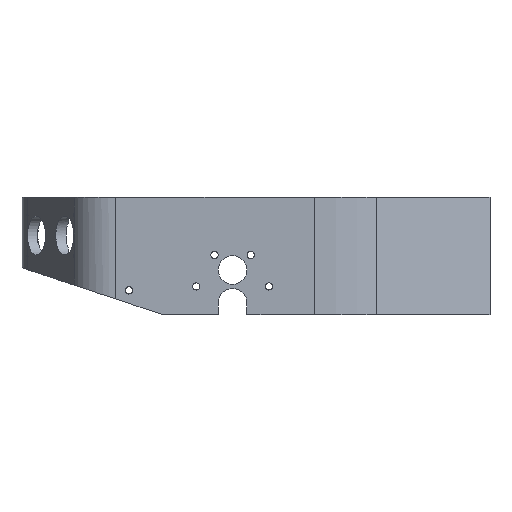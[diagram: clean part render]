
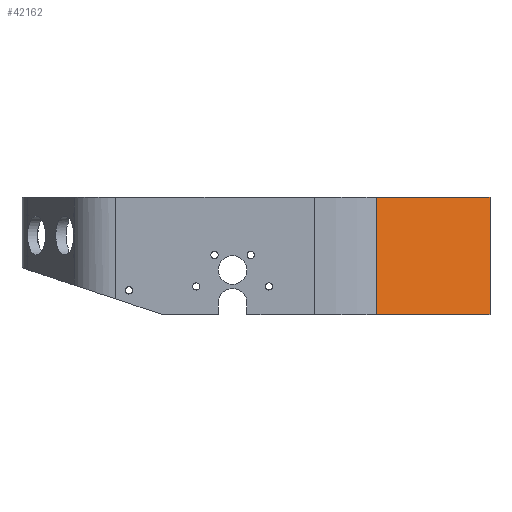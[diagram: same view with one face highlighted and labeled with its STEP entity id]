
A CAD part, left-side view. The second image highlights one B-rep face of the part: STEP entity #42162.
In plain terms, the highlighted planar face has unit normal (-0.897, -0.441, 0).
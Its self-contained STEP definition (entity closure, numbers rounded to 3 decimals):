
#20885 = PLANE('',#20886);
#20886 = AXIS2_PLACEMENT_3D('',#20887,#20888,#20889);
#20887 = CARTESIAN_POINT('',(-50.441,5.858,55.));
#20888 = DIRECTION('',(0.,0.,1.));
#20889 = DIRECTION('',(1.,0.,0.));
#29684 = VERTEX_POINT('',#29685);
#29685 = CARTESIAN_POINT('',(-93.851,-51.46,55.));
#29700 = CYLINDRICAL_SURFACE('',#29701,60.);
#29701 = AXIS2_PLACEMENT_3D('',#29702,#29703,#29704);
#29702 = CARTESIAN_POINT('',(-40.,-25.,5.));
#29703 = DIRECTION('',(-0.,-0.,-1.));
#29704 = DIRECTION('',(1.,0.,0.));
#29712 = EDGE_CURVE('',#29684,#29713,#29715,.T.);
#29713 = VERTEX_POINT('',#29714);
#29714 = CARTESIAN_POINT('',(-70.,-100.,55.));
#29715 = SURFACE_CURVE('',#29716,(#29720,#29727),.PCURVE_S1.);
#29716 = LINE('',#29717,#29718);
#29717 = CARTESIAN_POINT('',(-93.851,-51.46,55.));
#29718 = VECTOR('',#29719,1.);
#29719 = DIRECTION('',(0.441,-0.898,0.));
#29720 = PCURVE('',#20885,#29721);
#29721 = DEFINITIONAL_REPRESENTATION('',(#29722),#29726);
#29722 = LINE('',#29723,#29724);
#29723 = CARTESIAN_POINT('',(-43.409,-57.318));
#29724 = VECTOR('',#29725,1.);
#29725 = DIRECTION('',(0.441,-0.898));
#29726 = ( GEOMETRIC_REPRESENTATION_CONTEXT(2) 
PARAMETRIC_REPRESENTATION_CONTEXT() REPRESENTATION_CONTEXT('2D SPACE',''
  ) );
#29727 = PCURVE('',#29728,#29733);
#29728 = PLANE('',#29729);
#29729 = AXIS2_PLACEMENT_3D('',#29730,#29731,#29732);
#29730 = CARTESIAN_POINT('',(-93.851,-51.46,5.));
#29731 = DIRECTION('',(0.898,0.441,0.));
#29732 = DIRECTION('',(0.441,-0.898,0.));
#29733 = DEFINITIONAL_REPRESENTATION('',(#29734),#29738);
#29734 = LINE('',#29735,#29736);
#29735 = CARTESIAN_POINT('',(0.,-50.));
#29736 = VECTOR('',#29737,1.);
#29737 = DIRECTION('',(1.,0.));
#29738 = ( GEOMETRIC_REPRESENTATION_CONTEXT(2) 
PARAMETRIC_REPRESENTATION_CONTEXT() REPRESENTATION_CONTEXT('2D SPACE',''
  ) );
#29756 = PLANE('',#29757);
#29757 = AXIS2_PLACEMENT_3D('',#29758,#29759,#29760);
#29758 = CARTESIAN_POINT('',(-70.,-100.,5.));
#29759 = DIRECTION('',(0.,1.,0.));
#29760 = DIRECTION('',(1.,0.,0.));
#37850 = PLANE('',#37851);
#37851 = AXIS2_PLACEMENT_3D('',#37852,#37853,#37854);
#37852 = CARTESIAN_POINT('',(-50.441,5.858,5.));
#37853 = DIRECTION('',(0.,0.,1.));
#37854 = DIRECTION('',(1.,0.,0.));
#42012 = EDGE_CURVE('',#42013,#29713,#42015,.T.);
#42013 = VERTEX_POINT('',#42014);
#42014 = CARTESIAN_POINT('',(-70.,-100.,5.));
#42015 = SURFACE_CURVE('',#42016,(#42020,#42027),.PCURVE_S1.);
#42016 = LINE('',#42017,#42018);
#42017 = CARTESIAN_POINT('',(-70.,-100.,5.));
#42018 = VECTOR('',#42019,1.);
#42019 = DIRECTION('',(0.,0.,1.));
#42020 = PCURVE('',#29756,#42021);
#42021 = DEFINITIONAL_REPRESENTATION('',(#42022),#42026);
#42022 = LINE('',#42023,#42024);
#42023 = CARTESIAN_POINT('',(0.,0.));
#42024 = VECTOR('',#42025,1.);
#42025 = DIRECTION('',(0.,-1.));
#42026 = ( GEOMETRIC_REPRESENTATION_CONTEXT(2) 
PARAMETRIC_REPRESENTATION_CONTEXT() REPRESENTATION_CONTEXT('2D SPACE',''
  ) );
#42027 = PCURVE('',#29728,#42028);
#42028 = DEFINITIONAL_REPRESENTATION('',(#42029),#42033);
#42029 = LINE('',#42030,#42031);
#42030 = CARTESIAN_POINT('',(54.083,0.));
#42031 = VECTOR('',#42032,1.);
#42032 = DIRECTION('',(0.,-1.));
#42033 = ( GEOMETRIC_REPRESENTATION_CONTEXT(2) 
PARAMETRIC_REPRESENTATION_CONTEXT() REPRESENTATION_CONTEXT('2D SPACE',''
  ) );
#42162 = ADVANCED_FACE('',(#42163),#29728,.F.);
#42163 = FACE_BOUND('',#42164,.F.);
#42164 = EDGE_LOOP('',(#42165,#42188,#42189,#42190));
#42165 = ORIENTED_EDGE('',*,*,#42166,.T.);
#42166 = EDGE_CURVE('',#42167,#29684,#42169,.T.);
#42167 = VERTEX_POINT('',#42168);
#42168 = CARTESIAN_POINT('',(-93.851,-51.46,5.));
#42169 = SURFACE_CURVE('',#42170,(#42174,#42181),.PCURVE_S1.);
#42170 = LINE('',#42171,#42172);
#42171 = CARTESIAN_POINT('',(-93.851,-51.46,5.));
#42172 = VECTOR('',#42173,1.);
#42173 = DIRECTION('',(0.,0.,1.));
#42174 = PCURVE('',#29728,#42175);
#42175 = DEFINITIONAL_REPRESENTATION('',(#42176),#42180);
#42176 = LINE('',#42177,#42178);
#42177 = CARTESIAN_POINT('',(0.,0.));
#42178 = VECTOR('',#42179,1.);
#42179 = DIRECTION('',(0.,-1.));
#42180 = ( GEOMETRIC_REPRESENTATION_CONTEXT(2) 
PARAMETRIC_REPRESENTATION_CONTEXT() REPRESENTATION_CONTEXT('2D SPACE',''
  ) );
#42181 = PCURVE('',#29700,#42182);
#42182 = DEFINITIONAL_REPRESENTATION('',(#42183),#42187);
#42183 = LINE('',#42184,#42185);
#42184 = CARTESIAN_POINT('',(-3.598,0.));
#42185 = VECTOR('',#42186,1.);
#42186 = DIRECTION('',(-0.,-1.));
#42187 = ( GEOMETRIC_REPRESENTATION_CONTEXT(2) 
PARAMETRIC_REPRESENTATION_CONTEXT() REPRESENTATION_CONTEXT('2D SPACE',''
  ) );
#42188 = ORIENTED_EDGE('',*,*,#29712,.T.);
#42189 = ORIENTED_EDGE('',*,*,#42012,.F.);
#42190 = ORIENTED_EDGE('',*,*,#42191,.F.);
#42191 = EDGE_CURVE('',#42167,#42013,#42192,.T.);
#42192 = SURFACE_CURVE('',#42193,(#42197,#42204),.PCURVE_S1.);
#42193 = LINE('',#42194,#42195);
#42194 = CARTESIAN_POINT('',(-93.851,-51.46,5.));
#42195 = VECTOR('',#42196,1.);
#42196 = DIRECTION('',(0.441,-0.898,0.));
#42197 = PCURVE('',#29728,#42198);
#42198 = DEFINITIONAL_REPRESENTATION('',(#42199),#42203);
#42199 = LINE('',#42200,#42201);
#42200 = CARTESIAN_POINT('',(0.,0.));
#42201 = VECTOR('',#42202,1.);
#42202 = DIRECTION('',(1.,0.));
#42203 = ( GEOMETRIC_REPRESENTATION_CONTEXT(2) 
PARAMETRIC_REPRESENTATION_CONTEXT() REPRESENTATION_CONTEXT('2D SPACE',''
  ) );
#42204 = PCURVE('',#37850,#42205);
#42205 = DEFINITIONAL_REPRESENTATION('',(#42206),#42210);
#42206 = LINE('',#42207,#42208);
#42207 = CARTESIAN_POINT('',(-43.409,-57.318));
#42208 = VECTOR('',#42209,1.);
#42209 = DIRECTION('',(0.441,-0.898));
#42210 = ( GEOMETRIC_REPRESENTATION_CONTEXT(2) 
PARAMETRIC_REPRESENTATION_CONTEXT() REPRESENTATION_CONTEXT('2D SPACE',''
  ) );
